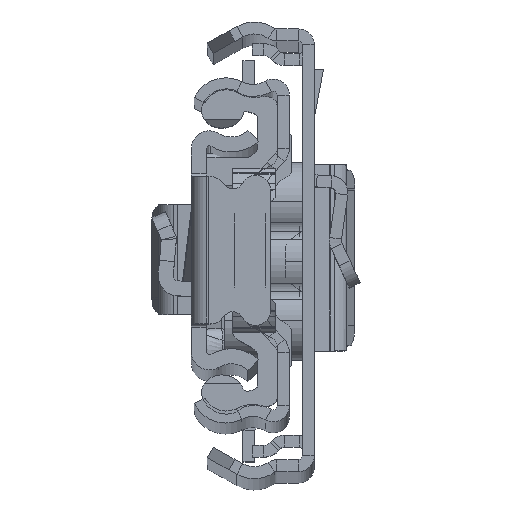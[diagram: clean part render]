
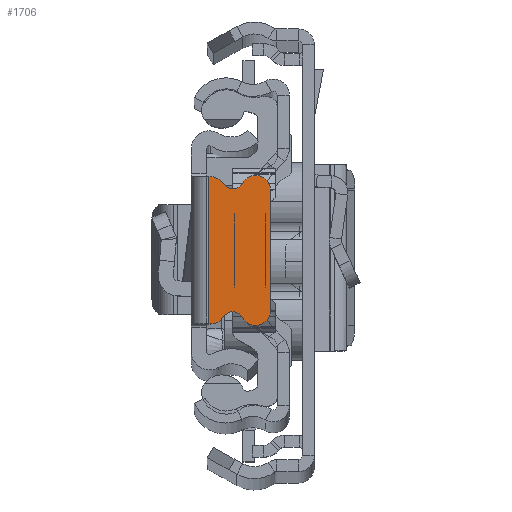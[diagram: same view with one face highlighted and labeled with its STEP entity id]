
A CAD part, top view. The second image highlights one B-rep face of the part: STEP entity #1706.
In plain terms, the highlighted planar face has unit normal (0, 0, 1).
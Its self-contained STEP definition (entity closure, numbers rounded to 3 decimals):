
#225 = VECTOR ( 'NONE', #23266, 1000. ) ;
#566 = ORIENTED_EDGE ( 'NONE', *, *, #6791, .T. ) ;
#715 = CARTESIAN_POINT ( 'NONE',  ( -4.142, -7.236, 0. ) ) ;
#1513 = VERTEX_POINT ( 'NONE', #19182 ) ;
#1706 = ADVANCED_FACE ( 'NONE', ( #16473 ), #6662, .T. ) ;
#3182 = DIRECTION ( 'NONE',  ( -1., 0., 0. ) ) ;
#3642 = VECTOR ( 'NONE', #22346, 1000. ) ;
#3824 = CARTESIAN_POINT ( 'NONE',  ( -1.929, -5.87, 0. ) ) ;
#4438 = CARTESIAN_POINT ( 'NONE',  ( -3.206, -6.658, 0. ) ) ;
#4486 = CARTESIAN_POINT ( 'NONE',  ( -3.206, 6.658, 0. ) ) ;
#4626 = DIRECTION ( 'NONE',  ( 0., 0., 1. ) ) ;
#5098 = DIRECTION ( 'NONE',  ( 0., -1., 0. ) ) ;
#5285 = EDGE_CURVE ( 'NONE', #20336, #7659, #19281, .T. ) ;
#5494 = EDGE_LOOP ( 'NONE', ( #21289, #6281, #13954, #18186, #16067, #15414, #10594, #17157, #566, #15270 ) ) ;
#6281 = ORIENTED_EDGE ( 'NONE', *, *, #7047, .F. ) ;
#6506 = CIRCLE ( 'NONE', #20910, 1.5 ) ;
#6563 = AXIS2_PLACEMENT_3D ( 'NONE', #14061, #16119, #20103 ) ;
#6662 = PLANE ( 'NONE',  #17838 ) ;
#6782 = DIRECTION ( 'NONE',  ( 0., 0., -1. ) ) ;
#6791 = EDGE_CURVE ( 'NONE', #19607, #9951, #6506, .T. ) ;
#6883 = CARTESIAN_POINT ( 'NONE',  ( -1.929, 7.37, 0. ) ) ;
#7047 = EDGE_CURVE ( 'NONE', #1513, #20336, #18750, .T. ) ;
#7659 = VERTEX_POINT ( 'NONE', #14414 ) ;
#8063 = EDGE_CURVE ( 'NONE', #21705, #8818, #11165, .T. ) ;
#8101 = CARTESIAN_POINT ( 'NONE',  ( -5.109, -6.713, 0. ) ) ;
#8360 = VERTEX_POINT ( 'NONE', #16036 ) ;
#8702 = CARTESIAN_POINT ( 'NONE',  ( -1.929, -7.37, 0. ) ) ;
#8818 = VERTEX_POINT ( 'NONE', #23961 ) ;
#9220 = CARTESIAN_POINT ( 'NONE',  ( -7.929, -6., 0. ) ) ;
#9951 = VERTEX_POINT ( 'NONE', #16986 ) ;
#9996 = EDGE_CURVE ( 'NONE', #1513, #22223, #11949, .T. ) ;
#10159 = AXIS2_PLACEMENT_3D ( 'NONE', #10695, #11089, #22654 ) ;
#10211 = EDGE_CURVE ( 'NONE', #7659, #9951, #22099, .T. ) ;
#10594 = ORIENTED_EDGE ( 'NONE', *, *, #14050, .T. ) ;
#10688 = VECTOR ( 'NONE', #5098, 1000. ) ;
#10695 = CARTESIAN_POINT ( 'NONE',  ( -6.429, 6., 0. ) ) ;
#10726 = VERTEX_POINT ( 'NONE', #8101 ) ;
#10796 = DIRECTION ( 'NONE',  ( 0., 0., 1. ) ) ;
#11089 = DIRECTION ( 'NONE',  ( 0., 0., 1. ) ) ;
#11165 = LINE ( 'NONE', #9220, #10688 ) ;
#11701 = DIRECTION ( 'NONE',  ( 0., 0., 1. ) ) ;
#11949 = CIRCLE ( 'NONE', #21782, 1.5 ) ;
#13129 = CARTESIAN_POINT ( 'NONE',  ( -1.75, 0., 0. ) ) ;
#13379 = CARTESIAN_POINT ( 'NONE',  ( -1.929, 5.87, 0. ) ) ;
#13480 = CIRCLE ( 'NONE', #22518, 1.1 ) ;
#13954 = ORIENTED_EDGE ( 'NONE', *, *, #9996, .T. ) ;
#14050 = EDGE_CURVE ( 'NONE', #8818, #10726, #19407, .T. ) ;
#14061 = CARTESIAN_POINT ( 'NONE',  ( -4.142, 7.236, 0. ) ) ;
#14168 = DIRECTION ( 'NONE',  ( 1., 0., 0. ) ) ;
#14414 = CARTESIAN_POINT ( 'NONE',  ( -1.75, -7.37, 0. ) ) ;
#14427 = CARTESIAN_POINT ( 'NONE',  ( -6.429, -6., 0. ) ) ;
#15270 = ORIENTED_EDGE ( 'NONE', *, *, #10211, .F. ) ;
#15414 = ORIENTED_EDGE ( 'NONE', *, *, #8063, .T. ) ;
#16036 = CARTESIAN_POINT ( 'NONE',  ( -5.109, 6.713, 0. ) ) ;
#16056 = VECTOR ( 'NONE', #18000, 1000. ) ;
#16067 = ORIENTED_EDGE ( 'NONE', *, *, #16852, .T. ) ;
#16119 = DIRECTION ( 'NONE',  ( 0., 0., -1. ) ) ;
#16473 = FACE_OUTER_BOUND ( 'NONE', #5494, .T. ) ;
#16849 = CARTESIAN_POINT ( 'NONE',  ( 644.071, 0., 0. ) ) ;
#16852 = EDGE_CURVE ( 'NONE', #8360, #21705, #18396, .T. ) ;
#16986 = CARTESIAN_POINT ( 'NONE',  ( -1.929, -7.37, 0. ) ) ;
#17157 = ORIENTED_EDGE ( 'NONE', *, *, #17215, .T. ) ;
#17215 = EDGE_CURVE ( 'NONE', #10726, #19607, #13480, .T. ) ;
#17688 = CIRCLE ( 'NONE', #6563, 1.1 ) ;
#17838 = AXIS2_PLACEMENT_3D ( 'NONE', #16849, #10796, #22370 ) ;
#18000 = DIRECTION ( 'NONE',  ( -1., 0., 0. ) ) ;
#18186 = ORIENTED_EDGE ( 'NONE', *, *, #23882, .T. ) ;
#18396 = CIRCLE ( 'NONE', #10159, 1.5 ) ;
#18750 = LINE ( 'NONE', #6883, #3642 ) ;
#19182 = CARTESIAN_POINT ( 'NONE',  ( -1.929, 7.37, 0. ) ) ;
#19281 = LINE ( 'NONE', #13129, #225 ) ;
#19407 = CIRCLE ( 'NONE', #21865, 1.5 ) ;
#19593 = CARTESIAN_POINT ( 'NONE',  ( -7.929, 6., 0. ) ) ;
#19607 = VERTEX_POINT ( 'NONE', #4438 ) ;
#19781 = DIRECTION ( 'NONE',  ( -1., 0., 0. ) ) ;
#20103 = DIRECTION ( 'NONE',  ( 1., 0., 0. ) ) ;
#20336 = VERTEX_POINT ( 'NONE', #25133 ) ;
#20910 = AXIS2_PLACEMENT_3D ( 'NONE', #3824, #11701, #23506 ) ;
#21289 = ORIENTED_EDGE ( 'NONE', *, *, #5285, .F. ) ;
#21705 = VERTEX_POINT ( 'NONE', #19593 ) ;
#21782 = AXIS2_PLACEMENT_3D ( 'NONE', #13379, #23771, #19781 ) ;
#21865 = AXIS2_PLACEMENT_3D ( 'NONE', #14427, #4626, #14168 ) ;
#22099 = LINE ( 'NONE', #8702, #16056 ) ;
#22223 = VERTEX_POINT ( 'NONE', #4486 ) ;
#22346 = DIRECTION ( 'NONE',  ( 1., 0., 0. ) ) ;
#22370 = DIRECTION ( 'NONE',  ( 1., 0., 0. ) ) ;
#22518 = AXIS2_PLACEMENT_3D ( 'NONE', #715, #6782, #3182 ) ;
#22654 = DIRECTION ( 'NONE',  ( -1., 0., 0. ) ) ;
#23266 = DIRECTION ( 'NONE',  ( 0., -1., 0. ) ) ;
#23506 = DIRECTION ( 'NONE',  ( 1., 0., 0. ) ) ;
#23771 = DIRECTION ( 'NONE',  ( 0., 0., 1. ) ) ;
#23882 = EDGE_CURVE ( 'NONE', #22223, #8360, #17688, .T. ) ;
#23961 = CARTESIAN_POINT ( 'NONE',  ( -7.929, -6., 0. ) ) ;
#25133 = CARTESIAN_POINT ( 'NONE',  ( -1.75, 7.37, 0. ) ) ;
